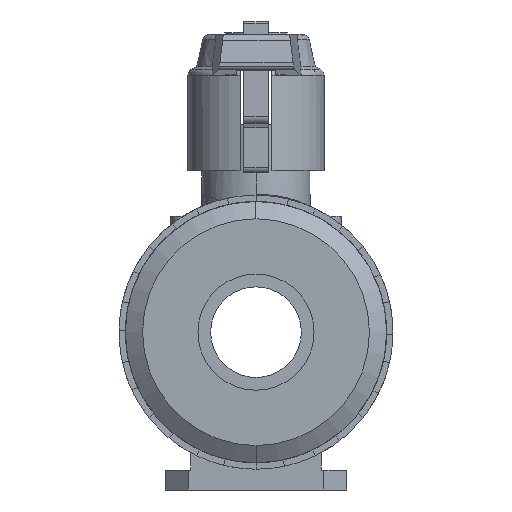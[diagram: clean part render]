
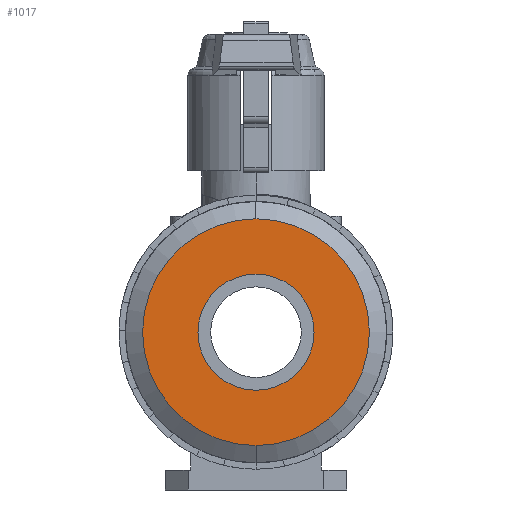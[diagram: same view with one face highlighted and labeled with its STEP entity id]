
A CAD part, left-side view. The second image highlights one B-rep face of the part: STEP entity #1017.
In plain terms, the highlighted planar face has unit normal (-1, 0, 0).
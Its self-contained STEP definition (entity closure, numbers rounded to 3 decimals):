
#1017=ADVANCED_FACE('',(#2049,#2050),#2051,.T.);
#2049=FACE_BOUND('',#3083,.T.);
#2050=FACE_OUTER_BOUND('',#3084,.T.);
#2051=PLANE('',#3085);
#3083=EDGE_LOOP('',(#6298,#6299));
#3084=EDGE_LOOP('',(#6300,#6301));
#3085=AXIS2_PLACEMENT_3D('',#6302,#6303,#6304);
#6298=ORIENTED_EDGE('',*,*,#6391,.F.);
#6299=ORIENTED_EDGE('',*,*,#7679,.F.);
#6300=ORIENTED_EDGE('',*,*,#6433,.F.);
#6301=ORIENTED_EDGE('',*,*,#7680,.F.);
#6302=CARTESIAN_POINT('',(-48.0,0.0,27.875));
#6303=DIRECTION('',(-1.0,0.0,0.0));
#6304=DIRECTION('',(0.0,0.0,1.0));
#6391=EDGE_CURVE('',#7693,#7696,#7697,.T.);
#6433=EDGE_CURVE('',#7774,#7777,#7778,.T.);
#7679=EDGE_CURVE('',#7696,#7693,#9622,.T.);
#7680=EDGE_CURVE('',#7777,#7774,#9623,.T.);
#7693=VERTEX_POINT('',#9636);
#7696=VERTEX_POINT('',#9640);
#7697=CIRCLE('',#9641,16.0);
#7774=VERTEX_POINT('',#9737);
#7777=VERTEX_POINT('',#9741);
#7778=CIRCLE('',#9742,31.25);
#9622=CIRCLE('',#13098,16.0);
#9623=CIRCLE('',#13099,31.25);
#9636=CARTESIAN_POINT('',(-48.0,0.0,27.5));
#9640=CARTESIAN_POINT('',(-48.0,0.,59.5));
#9641=AXIS2_PLACEMENT_3D('',#13112,#13113,#13114);
#9737=CARTESIAN_POINT('',(-48.0,0.0,12.25));
#9741=CARTESIAN_POINT('',(-48.0,0.,74.75));
#9742=AXIS2_PLACEMENT_3D('',#13189,#13190,#13191);
#13098=AXIS2_PLACEMENT_3D('',#14612,#14613,#14614);
#13099=AXIS2_PLACEMENT_3D('',#14615,#14616,#14617);
#13112=CARTESIAN_POINT('',(-48.0,0.0,43.5));
#13113=DIRECTION('',(-1.0,0.0,0.0));
#13114=DIRECTION('',(0.0,0.0,-1.0));
#13189=CARTESIAN_POINT('',(-48.0,0.0,43.5));
#13190=DIRECTION('',(1.0,0.0,0.0));
#13191=DIRECTION('',(0.0,0.0,-1.0));
#14612=CARTESIAN_POINT('',(-48.0,0.0,43.5));
#14613=DIRECTION('',(-1.0,0.0,0.0));
#14614=DIRECTION('',(0.0,0.0,-1.0));
#14615=CARTESIAN_POINT('',(-48.0,0.0,43.5));
#14616=DIRECTION('',(1.0,0.0,0.0));
#14617=DIRECTION('',(0.0,0.0,-1.0));
